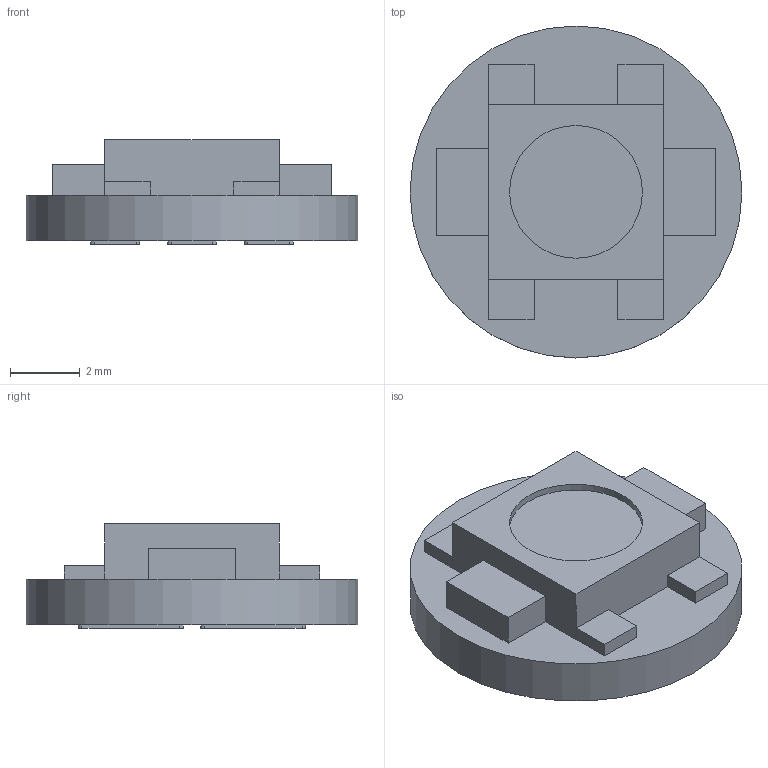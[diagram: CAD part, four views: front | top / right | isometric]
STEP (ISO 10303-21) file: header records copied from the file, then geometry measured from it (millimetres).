
FILE_DESCRIPTION(/* description */ (''),/* implementation_level */ '2;1');
FILE_NAME(/* name */ 'model.step',/* time_stamp */ '2024-01-19T17:20:24-07:00',/* author */ (''),/* organization */ (''),/* preprocessor_version */ 'ST-DEVELOPER v20',/* originating_system */ 'Autodesk Translation Framework v12.14.0.127',/* authorisation */ '');
FILE_SCHEMA (('AUTOMOTIVE_DESIGN { 1 0 10303 214 3 1 1 }'));
Length unit declared in the file: millimetre
Products named in the file (1): Neopixel Mini Button PCB
Bounding box: 9.5 x 9.5 x 3 mm (x, y, z)
Volume: 141.5 mm3; surface area: 229.2 mm2
Topology: 1 solids, 1 shells, 88 faces, 230 edges, 152 vertices
Faces by surface type: plane 62, cylinder 26
Full cylindrical faces by diameter (mm): 3.8 x1, 9.5 x1
Entity records: 2842 total; most frequent: CARTESIAN_POINT 471, ORIENTED_EDGE 460, DIRECTION 460, EDGE_CURVE 230, LINE 178, VECTOR 178, VERTEX_POINT 152, AXIS2_PLACEMENT_3D 141
